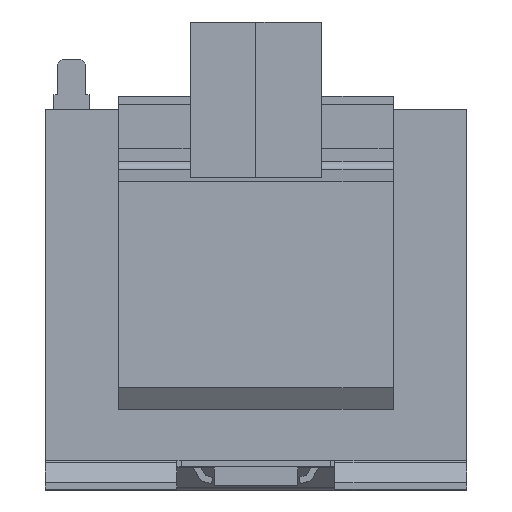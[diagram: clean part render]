
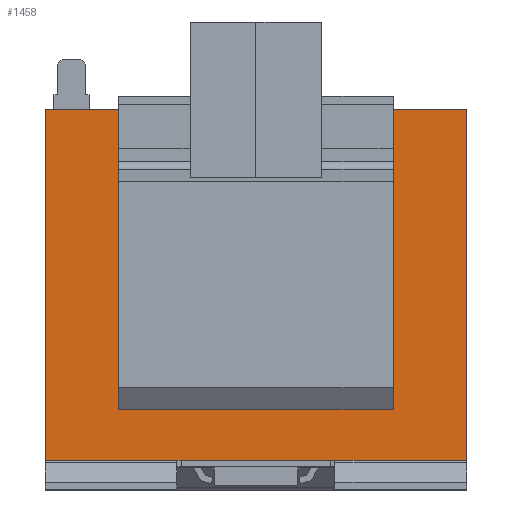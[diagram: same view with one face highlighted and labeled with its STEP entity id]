
A CAD part, top view. The second image highlights one B-rep face of the part: STEP entity #1458.
In plain terms, the highlighted planar face has unit normal (0, 0, 1).
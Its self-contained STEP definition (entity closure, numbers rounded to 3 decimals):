
#176 = EDGE_CURVE ( 'NONE', #303, #11464, #6678, .T. ) ;
#303 = VERTEX_POINT ( 'NONE', #8593 ) ;
#846 = PLANE ( 'NONE',  #4333 ) ;
#1116 = EDGE_CURVE ( 'NONE', #5630, #5349, #11050, .T. ) ;
#1458 = ADVANCED_FACE ( 'NONE', ( #9294, #8405 ), #846, .T. ) ;
#2012 = ORIENTED_EDGE ( 'NONE', *, *, #10199, .T. ) ;
#2099 = CARTESIAN_POINT ( 'NONE',  ( 31.25, 23.5, 22.75 ) ) ;
#2345 = ORIENTED_EDGE ( 'NONE', *, *, #10131, .F. ) ;
#2641 = CARTESIAN_POINT ( 'NONE',  ( 31.25, 27.9, 22.75 ) ) ;
#2868 = EDGE_CURVE ( 'NONE', #4347, #7131, #7933, .T. ) ;
#3181 = CARTESIAN_POINT ( 'NONE',  ( 0., 40., 22.75 ) ) ;
#3208 = LINE ( 'NONE', #4450, #3766 ) ;
#3230 = ORIENTED_EDGE ( 'NONE', *, *, #176, .T. ) ;
#3285 = VERTEX_POINT ( 'NONE', #2099 ) ;
#3513 = ORIENTED_EDGE ( 'NONE', *, *, #2868, .F. ) ;
#3664 = LINE ( 'NONE', #2641, #3959 ) ;
#3766 = VECTOR ( 'NONE', #6366, 1000. ) ;
#3959 = VECTOR ( 'NONE', #5584, 1000. ) ;
#4333 = AXIS2_PLACEMENT_3D ( 'NONE', #12041, #6412, #7298 ) ;
#4347 = VERTEX_POINT ( 'NONE', #6936 ) ;
#4387 = EDGE_LOOP ( 'NONE', ( #2345, #10207, #2012, #3230 ) ) ;
#4450 = CARTESIAN_POINT ( 'NONE',  ( 31.25, -23.5, 22.75 ) ) ;
#4510 = EDGE_CURVE ( 'NONE', #7131, #10646, #3208, .T. ) ;
#4629 = VECTOR ( 'NONE', #8820, 1000. ) ;
#5349 = VERTEX_POINT ( 'NONE', #5667 ) ;
#5398 = ORIENTED_EDGE ( 'NONE', *, *, #4510, .F. ) ;
#5584 = DIRECTION ( 'NONE',  ( 0., -1., 0. ) ) ;
#5630 = VERTEX_POINT ( 'NONE', #7031 ) ;
#5667 = CARTESIAN_POINT ( 'NONE',  ( 48., 40., 22.75 ) ) ;
#5754 = ORIENTED_EDGE ( 'NONE', *, *, #8409, .F. ) ;
#5756 = CARTESIAN_POINT ( 'NONE',  ( 0., -40., 22.75 ) ) ;
#6362 = EDGE_LOOP ( 'NONE', ( #5754, #8235, #5398, #3513 ) ) ;
#6366 = DIRECTION ( 'NONE',  ( 1., 0., 0. ) ) ;
#6412 = DIRECTION ( 'NONE',  ( 0., 0., 1. ) ) ;
#6552 = LINE ( 'NONE', #10946, #11811 ) ;
#6678 = LINE ( 'NONE', #5756, #11062 ) ;
#6936 = CARTESIAN_POINT ( 'NONE',  ( -31.25, 23.5, 22.75 ) ) ;
#7031 = CARTESIAN_POINT ( 'NONE',  ( -48., 40., 22.75 ) ) ;
#7131 = VERTEX_POINT ( 'NONE', #10892 ) ;
#7141 = DIRECTION ( 'NONE',  ( 0., -1., 0. ) ) ;
#7266 = DIRECTION ( 'NONE',  ( -1., 0., 0. ) ) ;
#7298 = DIRECTION ( 'NONE',  ( 1., 0., 0. ) ) ;
#7524 = LINE ( 'NONE', #10485, #9136 ) ;
#7633 = DIRECTION ( 'NONE',  ( 0., -1., 0. ) ) ;
#7853 = EDGE_CURVE ( 'NONE', #3285, #10646, #3664, .T. ) ;
#7933 = LINE ( 'NONE', #9843, #10846 ) ;
#8235 = ORIENTED_EDGE ( 'NONE', *, *, #7853, .T. ) ;
#8405 = FACE_OUTER_BOUND ( 'NONE', #4387, .T. ) ;
#8409 = EDGE_CURVE ( 'NONE', #3285, #4347, #6552, .T. ) ;
#8520 = CARTESIAN_POINT ( 'NONE',  ( 31.25, -23.5, 22.75 ) ) ;
#8593 = CARTESIAN_POINT ( 'NONE',  ( -48., -40., 22.75 ) ) ;
#8817 = DIRECTION ( 'NONE',  ( 0., -1., 0. ) ) ;
#8820 = DIRECTION ( 'NONE',  ( 1., 0., 0. ) ) ;
#8995 = VECTOR ( 'NONE', #8817, 1000. ) ;
#9136 = VECTOR ( 'NONE', #7633, 1000. ) ;
#9294 = FACE_BOUND ( 'NONE', #6362, .T. ) ;
#9843 = CARTESIAN_POINT ( 'NONE',  ( -31.25, 27.9, 22.75 ) ) ;
#10131 = EDGE_CURVE ( 'NONE', #5349, #11464, #7524, .T. ) ;
#10199 = EDGE_CURVE ( 'NONE', #5630, #303, #10592, .T. ) ;
#10207 = ORIENTED_EDGE ( 'NONE', *, *, #1116, .F. ) ;
#10331 = DIRECTION ( 'NONE',  ( 1., 0., 0. ) ) ;
#10485 = CARTESIAN_POINT ( 'NONE',  ( 48., 0., 22.75 ) ) ;
#10592 = LINE ( 'NONE', #11677, #8995 ) ;
#10646 = VERTEX_POINT ( 'NONE', #8520 ) ;
#10846 = VECTOR ( 'NONE', #7141, 1000. ) ;
#10892 = CARTESIAN_POINT ( 'NONE',  ( -31.25, -23.5, 22.75 ) ) ;
#10946 = CARTESIAN_POINT ( 'NONE',  ( 31.25, 23.5, 22.75 ) ) ;
#11050 = LINE ( 'NONE', #3181, #4629 ) ;
#11062 = VECTOR ( 'NONE', #10331, 1000. ) ;
#11464 = VERTEX_POINT ( 'NONE', #11496 ) ;
#11496 = CARTESIAN_POINT ( 'NONE',  ( 48., -40., 22.75 ) ) ;
#11677 = CARTESIAN_POINT ( 'NONE',  ( -48., 0., 22.75 ) ) ;
#11811 = VECTOR ( 'NONE', #7266, 1000. ) ;
#12041 = CARTESIAN_POINT ( 'NONE',  ( 0., 0., 22.75 ) ) ;
